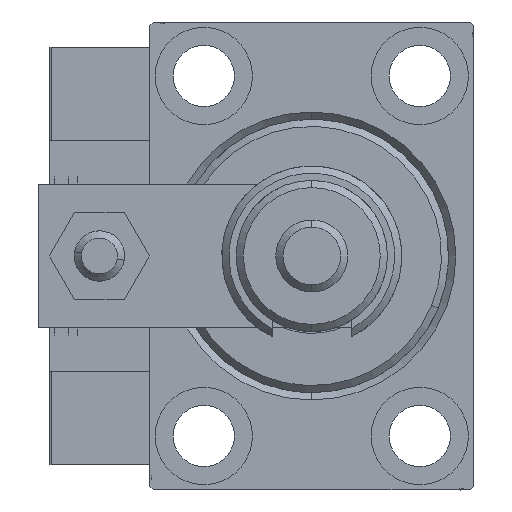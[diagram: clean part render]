
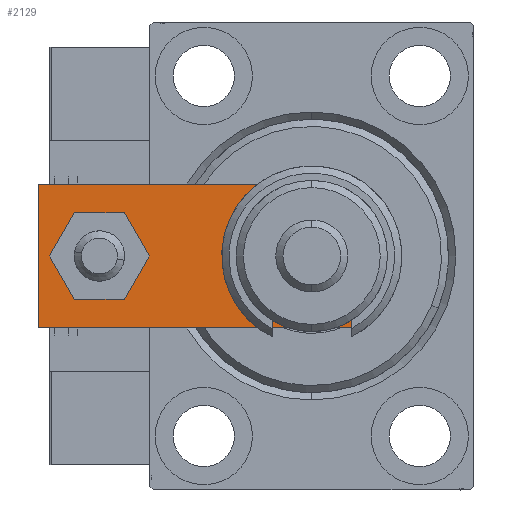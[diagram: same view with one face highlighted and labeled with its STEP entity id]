
A CAD part, left-side view. The second image highlights one B-rep face of the part: STEP entity #2129.
In plain terms, the highlighted face is planar.
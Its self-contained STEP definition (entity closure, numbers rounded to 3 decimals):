
#7 = VECTOR ( 'NONE', #9190, 1000. ) ;
#642 = VERTEX_POINT ( 'NONE', #40617 ) ;
#2129 = ADVANCED_FACE ( 'NONE', ( #22373, #38186, #34879 ), #21857, .T. ) ;
#2869 = DIRECTION ( 'NONE',  ( 1., 0., 0. ) ) ;
#4701 = VECTOR ( 'NONE', #22704, 1000. ) ;
#6271 = VECTOR ( 'NONE', #17965, 1000. ) ;
#6740 = ORIENTED_EDGE ( 'NONE', *, *, #36974, .T. ) ;
#6803 = VERTEX_POINT ( 'NONE', #41095 ) ;
#6930 = AXIS2_PLACEMENT_3D ( 'NONE', #18023, #22636, #34357 ) ;
#7352 = CARTESIAN_POINT ( 'NONE',  ( 0., 10., 6. ) ) ;
#7764 = CARTESIAN_POINT ( 'NONE',  ( 0., 10., 6. ) ) ;
#8174 = DIRECTION ( 'NONE',  ( 0., 0., 1. ) ) ;
#8683 = EDGE_LOOP ( 'NONE', ( #17719, #31213 ) ) ;
#8899 = ORIENTED_EDGE ( 'NONE', *, *, #14629, .T. ) ;
#9190 = DIRECTION ( 'NONE',  ( 0., 1., 0. ) ) ;
#9583 = CARTESIAN_POINT ( 'NONE',  ( -10., 48., 6. ) ) ;
#10265 = DIRECTION ( 'NONE',  ( 1., 0., 0. ) ) ;
#10789 = ORIENTED_EDGE ( 'NONE', *, *, #33068, .F. ) ;
#11212 = EDGE_CURVE ( 'NONE', #20040, #6803, #33499, .T. ) ;
#11394 = VECTOR ( 'NONE', #40395, 1000. ) ;
#11540 = EDGE_CURVE ( 'NONE', #642, #28228, #46217, .T. ) ;
#11832 = ORIENTED_EDGE ( 'NONE', *, *, #34314, .T. ) ;
#12742 = CARTESIAN_POINT ( 'NONE',  ( 10., 0., 6. ) ) ;
#14020 = CARTESIAN_POINT ( 'NONE',  ( -2.88, -2.88, 6. ) ) ;
#14343 = CARTESIAN_POINT ( 'NONE',  ( 0., 39.5, 6. ) ) ;
#14629 = EDGE_CURVE ( 'NONE', #14908, #31339, #39302, .T. ) ;
#14650 = EDGE_CURVE ( 'NONE', #21940, #14908, #27325, .T. ) ;
#14908 = VERTEX_POINT ( 'NONE', #23174 ) ;
#14964 = AXIS2_PLACEMENT_3D ( 'NONE', #14343, #35531, #51571 ) ;
#16428 = CARTESIAN_POINT ( 'NONE',  ( -10., 0., 6. ) ) ;
#17061 = AXIS2_PLACEMENT_3D ( 'NONE', #43166, #51316, #10265 ) ;
#17719 = ORIENTED_EDGE ( 'NONE', *, *, #23245, .F. ) ;
#17965 = DIRECTION ( 'NONE',  ( 0.707, 0.707, 0. ) ) ;
#18023 = CARTESIAN_POINT ( 'NONE',  ( 0., 0., 6. ) ) ;
#19673 = ORIENTED_EDGE ( 'NONE', *, *, #51396, .T. ) ;
#20040 = VERTEX_POINT ( 'NONE', #40938 ) ;
#21668 = VERTEX_POINT ( 'NONE', #51218 ) ;
#21857 = PLANE ( 'NONE',  #6930 ) ;
#21940 = VERTEX_POINT ( 'NONE', #9583 ) ;
#22373 = FACE_BOUND ( 'NONE', #8683, .T. ) ;
#22477 = AXIS2_PLACEMENT_3D ( 'NONE', #7352, #8174, #41334 ) ;
#22546 = CARTESIAN_POINT ( 'NONE',  ( 7.25, 10., 6. ) ) ;
#22636 = DIRECTION ( 'NONE',  ( 0., 0., 1. ) ) ;
#22701 = CARTESIAN_POINT ( 'NONE',  ( -5.76, 0., 6. ) ) ;
#22704 = DIRECTION ( 'NONE',  ( 0., -1., 0. ) ) ;
#23174 = CARTESIAN_POINT ( 'NONE',  ( -10., 4.24, 6. ) ) ;
#23245 = EDGE_CURVE ( 'NONE', #28228, #642, #42254, .T. ) ;
#24345 = DIRECTION ( 'NONE',  ( 0., 0., 1. ) ) ;
#25401 = DIRECTION ( 'NONE',  ( 1., 0., 0. ) ) ;
#25867 = CARTESIAN_POINT ( 'NONE',  ( 2.88, -2.88, 6. ) ) ;
#26786 = DIRECTION ( 'NONE',  ( 0.707, -0.707, 0. ) ) ;
#27325 = LINE ( 'NONE', #47172, #4701 ) ;
#28228 = VERTEX_POINT ( 'NONE', #32843 ) ;
#29477 = LINE ( 'NONE', #16428, #29630 ) ;
#29630 = VECTOR ( 'NONE', #25401, 1000. ) ;
#31193 = AXIS2_PLACEMENT_3D ( 'NONE', #7764, #24345, #2869 ) ;
#31213 = ORIENTED_EDGE ( 'NONE', *, *, #11540, .F. ) ;
#31339 = VERTEX_POINT ( 'NONE', #22701 ) ;
#32433 = VECTOR ( 'NONE', #26786, 1000. ) ;
#32843 = CARTESIAN_POINT ( 'NONE',  ( -4., 39.5, 6. ) ) ;
#33068 = EDGE_CURVE ( 'NONE', #37386, #34175, #45933, .T. ) ;
#33235 = EDGE_LOOP ( 'NONE', ( #41028, #8899, #6740, #42926, #11832, #19673 ) ) ;
#33499 = LINE ( 'NONE', #25867, #6271 ) ;
#33936 = LINE ( 'NONE', #12742, #7 ) ;
#34175 = VERTEX_POINT ( 'NONE', #22546 ) ;
#34205 = ORIENTED_EDGE ( 'NONE', *, *, #43372, .F. ) ;
#34314 = EDGE_CURVE ( 'NONE', #6803, #21668, #33936, .T. ) ;
#34357 = DIRECTION ( 'NONE',  ( 1., 0., 0. ) ) ;
#34879 = FACE_BOUND ( 'NONE', #35451, .T. ) ;
#35451 = EDGE_LOOP ( 'NONE', ( #10789, #34205 ) ) ;
#35531 = DIRECTION ( 'NONE',  ( 0., 0., 1. ) ) ;
#36974 = EDGE_CURVE ( 'NONE', #31339, #20040, #29477, .T. ) ;
#37386 = VERTEX_POINT ( 'NONE', #51389 ) ;
#38186 = FACE_OUTER_BOUND ( 'NONE', #33235, .T. ) ;
#39302 = LINE ( 'NONE', #14020, #32433 ) ;
#40125 = LINE ( 'NONE', #45280, #11394 ) ;
#40395 = DIRECTION ( 'NONE',  ( -1., 0., 0. ) ) ;
#40617 = CARTESIAN_POINT ( 'NONE',  ( 4., 39.5, 6. ) ) ;
#40938 = CARTESIAN_POINT ( 'NONE',  ( 5.76, 0., 6. ) ) ;
#41028 = ORIENTED_EDGE ( 'NONE', *, *, #14650, .T. ) ;
#41095 = CARTESIAN_POINT ( 'NONE',  ( 10., 4.24, 6. ) ) ;
#41334 = DIRECTION ( 'NONE',  ( 1., 0., 0. ) ) ;
#42254 = CIRCLE ( 'NONE', #17061, 4. ) ;
#42926 = ORIENTED_EDGE ( 'NONE', *, *, #11212, .T. ) ;
#43166 = CARTESIAN_POINT ( 'NONE',  ( 0., 39.5, 6. ) ) ;
#43223 = CIRCLE ( 'NONE', #31193, 7.25 ) ;
#43372 = EDGE_CURVE ( 'NONE', #34175, #37386, #43223, .T. ) ;
#45280 = CARTESIAN_POINT ( 'NONE',  ( 10., 48., 6. ) ) ;
#45933 = CIRCLE ( 'NONE', #22477, 7.25 ) ;
#46217 = CIRCLE ( 'NONE', #14964, 4. ) ;
#47172 = CARTESIAN_POINT ( 'NONE',  ( -10., 48., 6. ) ) ;
#51218 = CARTESIAN_POINT ( 'NONE',  ( 10., 48., 6. ) ) ;
#51316 = DIRECTION ( 'NONE',  ( 0., 0., 1. ) ) ;
#51389 = CARTESIAN_POINT ( 'NONE',  ( -7.25, 10., 6. ) ) ;
#51396 = EDGE_CURVE ( 'NONE', #21668, #21940, #40125, .T. ) ;
#51571 = DIRECTION ( 'NONE',  ( 1., 0., 0. ) ) ;
